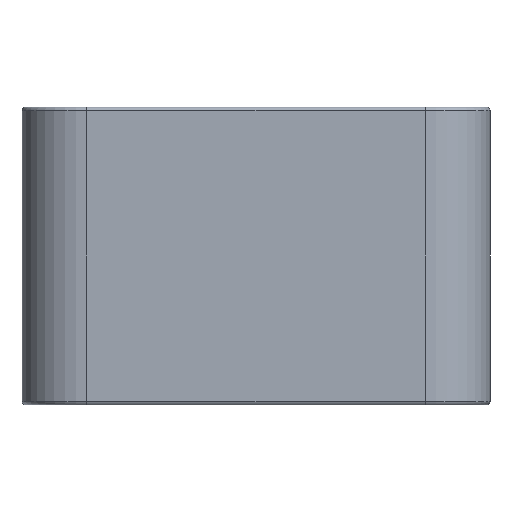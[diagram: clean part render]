
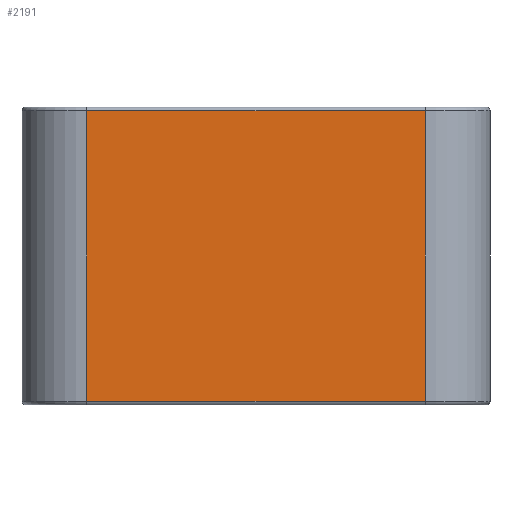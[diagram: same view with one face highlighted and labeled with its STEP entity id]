
A CAD part, front view. The second image highlights one B-rep face of the part: STEP entity #2191.
In plain terms, the highlighted planar face has unit normal (0, -1, 0).
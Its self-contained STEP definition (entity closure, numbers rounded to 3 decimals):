
#230 = CARTESIAN_POINT ( 'NONE',  ( 8.85, -3.4, 15.4 ) ) ;
#345 = VECTOR ( 'NONE', #2427, 1000. ) ;
#413 = VECTOR ( 'NONE', #657, 1000. ) ;
#496 = VERTEX_POINT ( 'NONE', #230 ) ;
#588 = DIRECTION ( 'NONE',  ( 0., 0., -1. ) ) ;
#614 = FACE_OUTER_BOUND ( 'NONE', #2162, .T. ) ;
#630 = VECTOR ( 'NONE', #2134, 1000. ) ;
#657 = DIRECTION ( 'NONE',  ( -1., 0., 0. ) ) ;
#814 = CARTESIAN_POINT ( 'NONE',  ( -8.85, -3.4, 15.6 ) ) ;
#1052 = EDGE_CURVE ( 'NONE', #3149, #2932, #2414, .T. ) ;
#1061 = LINE ( 'NONE', #814, #2019 ) ;
#1097 = EDGE_CURVE ( 'NONE', #2173, #3149, #1061, .T. ) ;
#1138 = CARTESIAN_POINT ( 'NONE',  ( -8.85, -3.4, 0.2 ) ) ;
#1373 = EDGE_CURVE ( 'NONE', #2932, #496, #2640, .T. ) ;
#1418 = AXIS2_PLACEMENT_3D ( 'NONE', #2164, #2199, #1647 ) ;
#1503 = CARTESIAN_POINT ( 'NONE',  ( -8.85, -3.4, 15.4 ) ) ;
#1647 = DIRECTION ( 'NONE',  ( 0., 0., 1. ) ) ;
#1761 = LINE ( 'NONE', #1503, #413 ) ;
#2019 = VECTOR ( 'NONE', #588, 1000. ) ;
#2133 = CARTESIAN_POINT ( 'NONE',  ( 8.85, -3.4, 0.2 ) ) ;
#2134 = DIRECTION ( 'NONE',  ( 0., 0., 1. ) ) ;
#2162 = EDGE_LOOP ( 'NONE', ( #2532, #3368, #3166, #2951 ) ) ;
#2164 = CARTESIAN_POINT ( 'NONE',  ( -12.25, -3.4, 15.6 ) ) ;
#2172 = CARTESIAN_POINT ( 'NONE',  ( -12.25, -3.4, 0.2 ) ) ;
#2173 = VERTEX_POINT ( 'NONE', #2697 ) ;
#2191 = ADVANCED_FACE ( 'NONE', ( #614 ), #3237, .F. ) ;
#2199 = DIRECTION ( 'NONE',  ( 0., 1., 0. ) ) ;
#2414 = LINE ( 'NONE', #2172, #345 ) ;
#2427 = DIRECTION ( 'NONE',  ( 1., 0., 0. ) ) ;
#2532 = ORIENTED_EDGE ( 'NONE', *, *, #1097, .T. ) ;
#2640 = LINE ( 'NONE', #2890, #630 ) ;
#2697 = CARTESIAN_POINT ( 'NONE',  ( -8.85, -3.4, 15.4 ) ) ;
#2745 = EDGE_CURVE ( 'NONE', #496, #2173, #1761, .T. ) ;
#2890 = CARTESIAN_POINT ( 'NONE',  ( 8.85, -3.4, 15.6 ) ) ;
#2932 = VERTEX_POINT ( 'NONE', #2133 ) ;
#2951 = ORIENTED_EDGE ( 'NONE', *, *, #2745, .T. ) ;
#3149 = VERTEX_POINT ( 'NONE', #1138 ) ;
#3166 = ORIENTED_EDGE ( 'NONE', *, *, #1373, .T. ) ;
#3237 = PLANE ( 'NONE',  #1418 ) ;
#3368 = ORIENTED_EDGE ( 'NONE', *, *, #1052, .T. ) ;
